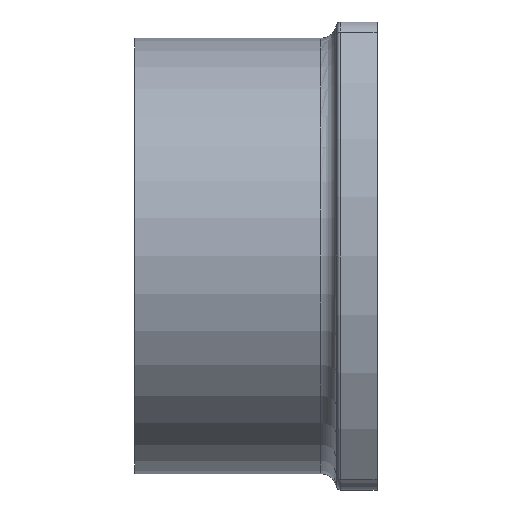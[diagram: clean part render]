
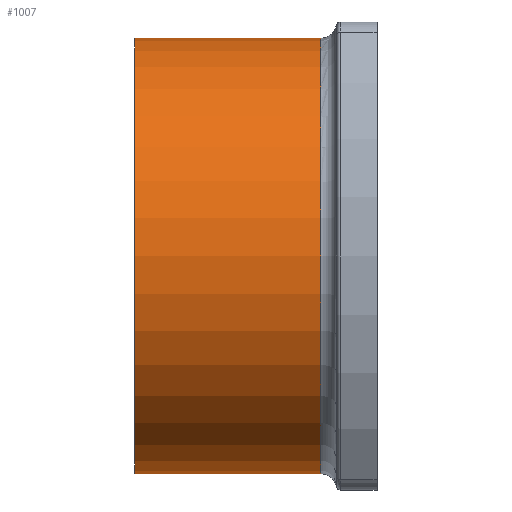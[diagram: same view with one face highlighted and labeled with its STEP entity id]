
A CAD part, left-side view. The second image highlights one B-rep face of the part: STEP entity #1007.
In plain terms, the highlighted cylindrical face has radius 27 mm (diameter 54 mm), a full revolution.
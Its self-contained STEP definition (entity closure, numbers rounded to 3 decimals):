
#270 = EDGE_LOOP ( 'NONE', ( #13234 ) ) ;
#465 = CARTESIAN_POINT ( 'NONE',  ( 26.995, 22.033, -0.542 ) ) ;
#513 = CARTESIAN_POINT ( 'NONE',  ( 26.999, 22.087, -0.273 ) ) ;
#599 = CARTESIAN_POINT ( 'NONE',  ( 26.965, 18.416, 1.386 ) ) ;
#642 = CARTESIAN_POINT ( 'NONE',  ( 26.98, 18.178, 1.053 ) ) ;
#942 = B_SPLINE_CURVE_WITH_KNOTS ( 'NONE', 3,
 ( #12371, #8120, #7159, #9442, #8299, #8643, #12322, #10935, #2703, #9877, #13141, #8910, #10009, #7910, #7731, #5849, #11063, #7779, #642, #5760, #599, #4617, #12967, #1536, #7866, #5717, #13097, #3623, #11933, #4795, #6858, #1580, #5672, #10889, #4662, #13054, #6812, #3756, #8867, #1625, #2660, #6722, #513, #465, #12114, #1494, #9964, #11978, #3706, #8826, #2574, #4711, #6769, #11021, #13011, #8782 ),
 .UNSPECIFIED., .T., .F.,
 ( 4, 2, 2, 2, 2, 2, 2, 2, 2, 2, 2, 2, 2, 2, 2, 2, 2, 2, 2, 2, 2, 2, 2, 2, 2, 2, 2, 4 ),
 ( 0., 0., 0.001, 0.001, 0.002, 0.002, 0.003, 0.004, 0.004, 0.005, 0.005, 0.005, 0.006, 0.006, 0.007, 0.007, 0.008, 0.009, 0.009, 0.009, 0.01, 0.01, 0.011, 0.011, 0.011, 0.012, 0.012, 0.013 ),
 .UNSPECIFIED. ) ;
#1007 = ADVANCED_FACE ( 'NONE', ( #6408, #10977, #4434 ), #4926, .T. ) ;
#1031 = AXIS2_PLACEMENT_3D ( 'NONE', #7787, #11115, #4849 ) ;
#1159 = ORIENTED_EDGE ( 'NONE', *, *, #5930, .F. ) ;
#1494 = CARTESIAN_POINT ( 'NONE',  ( 26.984, 21.888, -0.93 ) ) ;
#1536 = CARTESIAN_POINT ( 'NONE',  ( 26.939, 18.946, 1.821 ) ) ;
#1580 = CARTESIAN_POINT ( 'NONE',  ( 26.938, 21.055, 1.836 ) ) ;
#1625 = CARTESIAN_POINT ( 'NONE',  ( 26.999, 22.086, 0.277 ) ) ;
#2574 = CARTESIAN_POINT ( 'NONE',  ( 26.949, 21.284, -1.668 ) ) ;
#2660 = CARTESIAN_POINT ( 'NONE',  ( 27., 22.1, 0.141 ) ) ;
#2703 = CARTESIAN_POINT ( 'NONE',  ( 26.954, 18.612, -1.582 ) ) ;
#3623 = CARTESIAN_POINT ( 'NONE',  ( 26.919, 19.723, 2.086 ) ) ;
#3650 = CARTESIAN_POINT ( 'NONE',  ( 0., 30., 0. ) ) ;
#3706 = CARTESIAN_POINT ( 'NONE',  ( 26.965, 21.583, -1.387 ) ) ;
#3748 = CARTESIAN_POINT ( 'NONE',  ( 26.918, 20., -2.1 ) ) ;
#3756 = CARTESIAN_POINT ( 'NONE',  ( 26.992, 21.992, 0.679 ) ) ;
#4434 = FACE_OUTER_BOUND ( 'NONE', #6082, .T. ) ;
#4524 = VERTEX_POINT ( 'NONE', #7904 ) ;
#4617 = CARTESIAN_POINT ( 'NONE',  ( 26.954, 18.612, 1.582 ) ) ;
#4662 = CARTESIAN_POINT ( 'NONE',  ( 26.97, 21.669, 1.282 ) ) ;
#4692 = DIRECTION ( 'NONE',  ( 0., -1., 0. ) ) ;
#4711 = CARTESIAN_POINT ( 'NONE',  ( 26.939, 21.055, -1.821 ) ) ;
#4795 = CARTESIAN_POINT ( 'NONE',  ( 26.918, 20.273, 2.1 ) ) ;
#4849 = DIRECTION ( 'NONE',  ( 0., 0., 1. ) ) ;
#4926 = CYLINDRICAL_SURFACE ( 'NONE', #6291, 27. ) ;
#5672 = CARTESIAN_POINT ( 'NONE',  ( 26.948, 21.29, 1.68 ) ) ;
#5717 = CARTESIAN_POINT ( 'NONE',  ( 26.926, 19.323, 1.993 ) ) ;
#5760 = CARTESIAN_POINT ( 'NONE',  ( 26.97, 18.33, 1.28 ) ) ;
#5849 = CARTESIAN_POINT ( 'NONE',  ( 26.995, 17.967, 0.544 ) ) ;
#5930 = EDGE_CURVE ( 'NONE', #7633, #7633, #7647, .T. ) ;
#5975 = CARTESIAN_POINT ( 'NONE',  ( 0., 30., 27. ) ) ;
#6082 = EDGE_LOOP ( 'NONE', ( #1159 ) ) ;
#6291 = AXIS2_PLACEMENT_3D ( 'NONE', #3650, #4692, #12009 ) ;
#6408 = FACE_BOUND ( 'NONE', #270, .T. ) ;
#6722 = CARTESIAN_POINT ( 'NONE',  ( 27., 22.1, -0.137 ) ) ;
#6769 = CARTESIAN_POINT ( 'NONE',  ( 26.934, 20.932, -1.887 ) ) ;
#6812 = CARTESIAN_POINT ( 'NONE',  ( 26.984, 21.886, 0.933 ) ) ;
#6858 = CARTESIAN_POINT ( 'NONE',  ( 26.923, 20.55, 2.045 ) ) ;
#7159 = CARTESIAN_POINT ( 'NONE',  ( 26.919, 19.725, -2.086 ) ) ;
#7190 = EDGE_CURVE ( 'NONE', #4524, #4524, #10742, .T. ) ;
#7477 = DIRECTION ( 'NONE',  ( 0., 1., 0. ) ) ;
#7633 = VERTEX_POINT ( 'NONE', #5975 ) ;
#7647 = CIRCLE ( 'NONE', #1031, 27. ) ;
#7731 = CARTESIAN_POINT ( 'NONE',  ( 26.999, 17.914, 0.275 ) ) ;
#7779 = CARTESIAN_POINT ( 'NONE',  ( 26.984, 18.112, 0.93 ) ) ;
#7787 = CARTESIAN_POINT ( 'NONE',  ( 0., 30., 0. ) ) ;
#7866 = CARTESIAN_POINT ( 'NONE',  ( 26.934, 19.069, 1.887 ) ) ;
#7904 = CARTESIAN_POINT ( 'NONE',  ( 0., 7., 27. ) ) ;
#7910 = CARTESIAN_POINT ( 'NONE',  ( 27., 17.9, 0.136 ) ) ;
#8120 = CARTESIAN_POINT ( 'NONE',  ( 26.918, 19.861, -2.1 ) ) ;
#8299 = CARTESIAN_POINT ( 'NONE',  ( 26.926, 19.323, -1.993 ) ) ;
#8450 = CARTESIAN_POINT ( 'NONE',  ( 0., 7., 0. ) ) ;
#8643 = CARTESIAN_POINT ( 'NONE',  ( 26.934, 19.069, -1.887 ) ) ;
#8736 = EDGE_CURVE ( 'NONE', #12539, #12539, #942, .T. ) ;
#8782 = CARTESIAN_POINT ( 'NONE',  ( 26.918, 20., -2.1 ) ) ;
#8826 = CARTESIAN_POINT ( 'NONE',  ( 26.954, 21.389, -1.581 ) ) ;
#8867 = CARTESIAN_POINT ( 'NONE',  ( 26.995, 22.033, 0.546 ) ) ;
#8910 = CARTESIAN_POINT ( 'NONE',  ( 26.996, 17.955, -0.552 ) ) ;
#9442 = CARTESIAN_POINT ( 'NONE',  ( 26.923, 19.456, -2.033 ) ) ;
#9638 = AXIS2_PLACEMENT_3D ( 'NONE', #8450, #7477, #11682 ) ;
#9741 = EDGE_LOOP ( 'NONE', ( #11534 ) ) ;
#9877 = CARTESIAN_POINT ( 'NONE',  ( 26.97, 18.321, -1.291 ) ) ;
#9964 = CARTESIAN_POINT ( 'NONE',  ( 26.98, 21.824, -1.05 ) ) ;
#10009 = CARTESIAN_POINT ( 'NONE',  ( 27., 17.9, -0.275 ) ) ;
#10742 = CIRCLE ( 'NONE', #9638, 27. ) ;
#10889 = CARTESIAN_POINT ( 'NONE',  ( 26.964, 21.58, 1.39 ) ) ;
#10935 = CARTESIAN_POINT ( 'NONE',  ( 26.948, 18.72, -1.67 ) ) ;
#10977 = FACE_OUTER_BOUND ( 'NONE', #9741, .T. ) ;
#11021 = CARTESIAN_POINT ( 'NONE',  ( 26.923, 20.553, -2.044 ) ) ;
#11063 = CARTESIAN_POINT ( 'NONE',  ( 26.992, 18.007, 0.675 ) ) ;
#11115 = DIRECTION ( 'NONE',  ( 0., 1., 0. ) ) ;
#11534 = ORIENTED_EDGE ( 'NONE', *, *, #7190, .T. ) ;
#11682 = DIRECTION ( 'NONE',  ( 0., 0., 1. ) ) ;
#11933 = CARTESIAN_POINT ( 'NONE',  ( 26.918, 19.862, 2.1 ) ) ;
#11978 = CARTESIAN_POINT ( 'NONE',  ( 26.97, 21.671, -1.279 ) ) ;
#12009 = DIRECTION ( 'NONE',  ( 0., 0., -1. ) ) ;
#12114 = CARTESIAN_POINT ( 'NONE',  ( 26.992, 21.993, -0.675 ) ) ;
#12322 = CARTESIAN_POINT ( 'NONE',  ( 26.939, 18.948, -1.823 ) ) ;
#12371 = CARTESIAN_POINT ( 'NONE',  ( 26.918, 20., -2.1 ) ) ;
#12539 = VERTEX_POINT ( 'NONE', #3748 ) ;
#12967 = CARTESIAN_POINT ( 'NONE',  ( 26.948, 18.718, 1.669 ) ) ;
#13011 = CARTESIAN_POINT ( 'NONE',  ( 26.918, 20.278, -2.1 ) ) ;
#13054 = CARTESIAN_POINT ( 'NONE',  ( 26.98, 21.822, 1.054 ) ) ;
#13097 = CARTESIAN_POINT ( 'NONE',  ( 26.923, 19.454, 2.032 ) ) ;
#13141 = CARTESIAN_POINT ( 'NONE',  ( 26.98, 18.165, -1.057 ) ) ;
#13234 = ORIENTED_EDGE ( 'NONE', *, *, #8736, .T. ) ;
